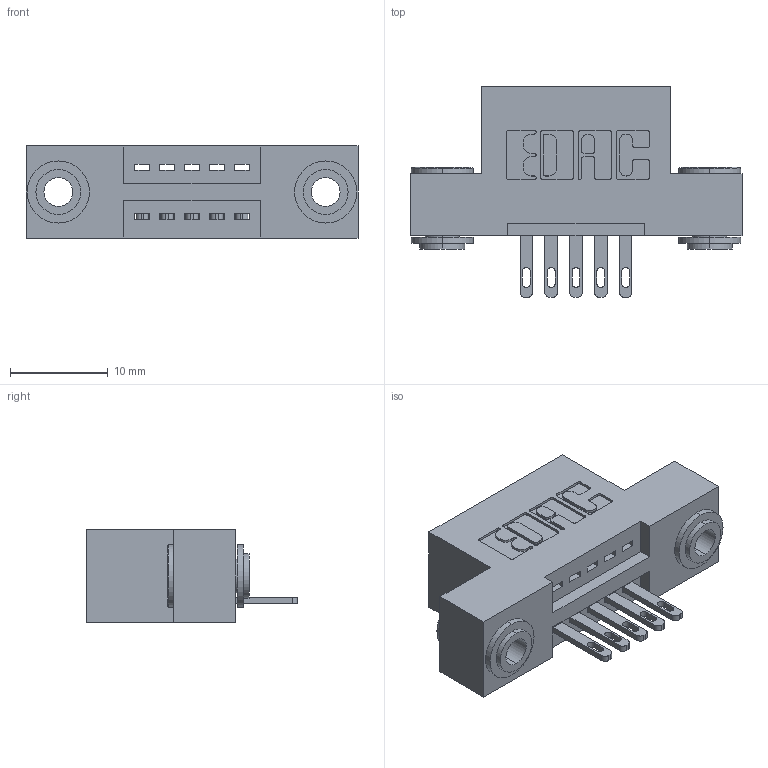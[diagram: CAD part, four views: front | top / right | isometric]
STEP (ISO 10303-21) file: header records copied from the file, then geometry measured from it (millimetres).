
FILE_DESCRIPTION (( 'STEP AP203' ), '1' );
FILE_NAME ('895-005-500-103.STEP', '2020-09-24T21:20:40', ( '' ), ( '' ), 'SwSTEP 2.0', 'SolidWorks 2020', '' );
FILE_SCHEMA (( 'CONFIG_CONTROL_DESIGN' ));
Length unit declared in the file: inch
Products named in the file (4): 345-250-002_345-250-002-102; 345-292-001_345-293-100; 895-005-500-103; 845 Part_Flush Mounting Lugs - 0.156 Dia-TH
Assembly tree (8 placements, depth 2):
  895-005-500-103
    845 Part_Flush Mounting Lugs - 0.156 Dia-TH
    345-292-001_345-293-100  x5
    345-250-002_345-250-002-102  x2
Bounding box: 33.91 x 21.51 x 9.4 mm (x, y, z)
Volume: 2940.1 mm3; surface area: 3630 mm2
Topology: 8 solids, 8 shells, 434 faces, 1257 edges, 834 vertices
Faces by surface type: plane 260, cylinder 166, cone 8
Entity records: 9324 total; most frequent: CARTESIAN_POINT 1594, ORIENTED_EDGE 1526, DIRECTION 1479, EDGE_CURVE 763, LINE 583, VECTOR 583, VERTEX_POINT 506, AXIS2_PLACEMENT_3D 448
